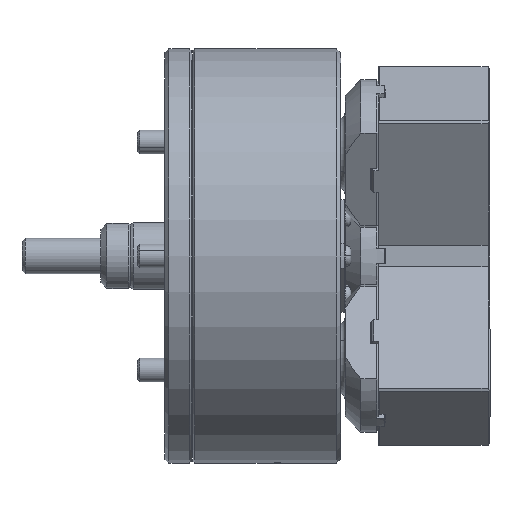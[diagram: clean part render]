
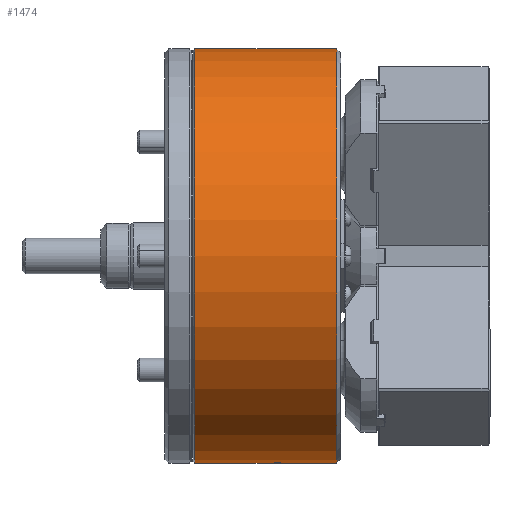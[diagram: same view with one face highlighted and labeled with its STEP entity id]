
A CAD part, front view. The second image highlights one B-rep face of the part: STEP entity #1474.
In plain terms, the highlighted cylindrical face has radius 105 mm (diameter 210 mm), a partial arc.
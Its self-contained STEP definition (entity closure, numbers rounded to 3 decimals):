
#60 = VECTOR ( 'NONE', #3899, 1000. ) ;
#658 = CARTESIAN_POINT ( 'NONE',  ( 1., 0., 105. ) ) ;
#1087 = ORIENTED_EDGE ( 'NONE', *, *, #4261, .F. ) ;
#1401 = CARTESIAN_POINT ( 'NONE',  ( 1., 0., -105. ) ) ;
#1474 = ADVANCED_FACE ( 'NONE', ( #15726 ), #2312, .T. ) ;
#2312 = CYLINDRICAL_SURFACE ( 'NONE', #13737, 105. ) ;
#3041 = EDGE_CURVE ( 'NONE', #10153, #16967, #8592, .T. ) ;
#3899 = DIRECTION ( 'NONE',  ( 1., 0., 0. ) ) ;
#4261 = EDGE_CURVE ( 'NONE', #10546, #16967, #7696, .T. ) ;
#4300 = ORIENTED_EDGE ( 'NONE', *, *, #3041, .T. ) ;
#4356 = DIRECTION ( 'NONE',  ( 1., 0., 0. ) ) ;
#4544 = DIRECTION ( 'NONE',  ( -1., 0., 0. ) ) ;
#4934 = VECTOR ( 'NONE', #12635, 1000. ) ;
#5568 = DIRECTION ( 'NONE',  ( 1., 0., 0. ) ) ;
#5834 = CARTESIAN_POINT ( 'NONE',  ( 75.244, 0., 0. ) ) ;
#5912 = VERTEX_POINT ( 'NONE', #1401 ) ;
#7534 = EDGE_CURVE ( 'NONE', #5912, #10153, #17228, .T. ) ;
#7696 = LINE ( 'NONE', #8008, #60 ) ;
#8008 = CARTESIAN_POINT ( 'NONE',  ( 75.244, 0., 105. ) ) ;
#8336 = AXIS2_PLACEMENT_3D ( 'NONE', #16050, #4544, #11902 ) ;
#8592 = CIRCLE ( 'NONE', #8336, 105. ) ;
#9923 = EDGE_CURVE ( 'NONE', #10546, #5912, #12950, .T. ) ;
#10153 = VERTEX_POINT ( 'NONE', #15473 ) ;
#10394 = ORIENTED_EDGE ( 'NONE', *, *, #9923, .T. ) ;
#10546 = VERTEX_POINT ( 'NONE', #658 ) ;
#10571 = EDGE_LOOP ( 'NONE', ( #1087, #10394, #13247, #4300 ) ) ;
#11090 = CARTESIAN_POINT ( 'NONE',  ( 75.244, 0., -105. ) ) ;
#11697 = CARTESIAN_POINT ( 'NONE',  ( 73., 0., 105. ) ) ;
#11902 = DIRECTION ( 'NONE',  ( 0., 0., -1. ) ) ;
#12635 = DIRECTION ( 'NONE',  ( 1., 0., 0. ) ) ;
#12950 = CIRCLE ( 'NONE', #17543, 105. ) ;
#13247 = ORIENTED_EDGE ( 'NONE', *, *, #7534, .T. ) ;
#13737 = AXIS2_PLACEMENT_3D ( 'NONE', #5834, #4356, #14557 ) ;
#14154 = CARTESIAN_POINT ( 'NONE',  ( 1., 0., 0. ) ) ;
#14557 = DIRECTION ( 'NONE',  ( 0., 0., -1. ) ) ;
#15473 = CARTESIAN_POINT ( 'NONE',  ( 73., 0., -105. ) ) ;
#15726 = FACE_OUTER_BOUND ( 'NONE', #10571, .T. ) ;
#16050 = CARTESIAN_POINT ( 'NONE',  ( 73., 0., 0. ) ) ;
#16944 = DIRECTION ( 'NONE',  ( 0., 0., 1. ) ) ;
#16967 = VERTEX_POINT ( 'NONE', #11697 ) ;
#17228 = LINE ( 'NONE', #11090, #4934 ) ;
#17543 = AXIS2_PLACEMENT_3D ( 'NONE', #14154, #5568, #16944 ) ;
